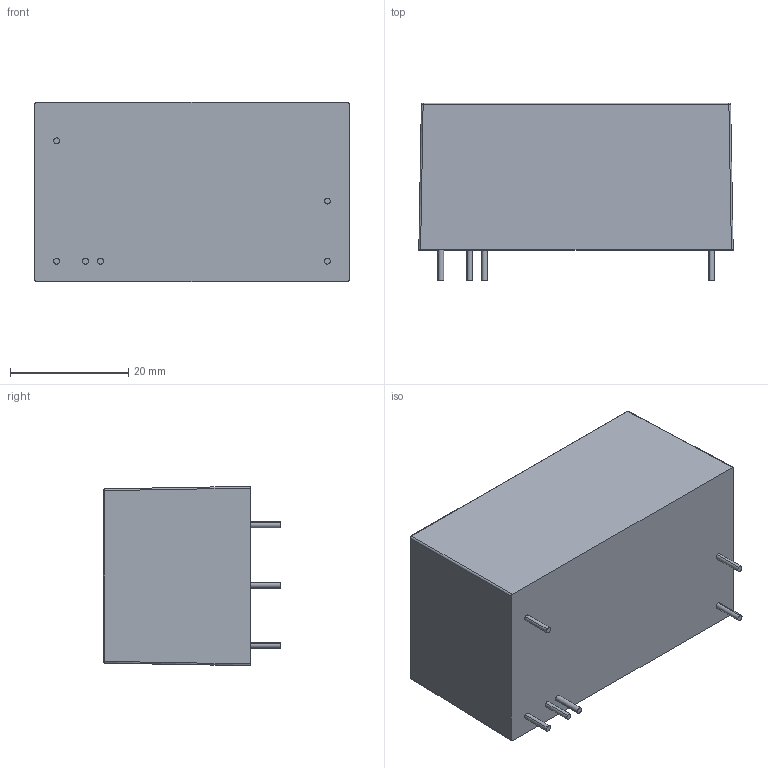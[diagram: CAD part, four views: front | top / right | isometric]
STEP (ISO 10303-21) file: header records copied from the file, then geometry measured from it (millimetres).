
FILE_DESCRIPTION (( 'STEP AP214' ), '1' );
FILE_NAME ('CUI_PSK-S25B-5-PB.step', '2020-05-06T20:12:04', ( '' ), ( '' ), 'SwSTEP 2.0', 'SolidWorks 2020', '' );
FILE_SCHEMA (( 'AUTOMOTIVE_DESIGN' ));
Length unit declared in the file: inch
Products named in the file (1): CUI_PSK-S25B-5-PB
Bounding box: 53.1 x 30 x 30.3 mm (x, y, z)
Volume: 8895.8 mm3; surface area: 13507.5 mm2
Topology: 1 solids, 2 shells, 102 faces, 225 edges, 146 vertices
Faces by surface type: plane 54, cylinder 44, sphere 4
Entity records: 3089 total; most frequent: DIRECTION 511, CARTESIAN_POINT 486, ORIENTED_EDGE 450, EDGE_CURVE 225, AXIS2_PLACEMENT_3D 187, VERTEX_POINT 146, LINE 137, VECTOR 137
